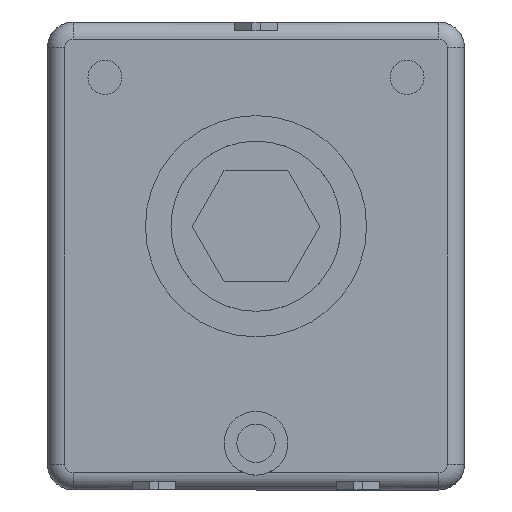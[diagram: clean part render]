
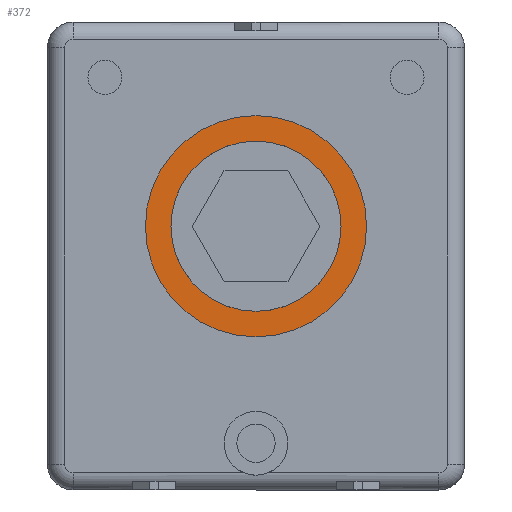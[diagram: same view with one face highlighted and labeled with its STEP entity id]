
A CAD part, front view. The second image highlights one B-rep face of the part: STEP entity #372.
In plain terms, the highlighted face is planar.
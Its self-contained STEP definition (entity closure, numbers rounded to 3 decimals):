
#102 = CARTESIAN_POINT ( 'NONE',  ( -7.5, -6.2, -2.2 ) ) ;
#372 = ADVANCED_FACE ( 'NONE', ( #734, #3276 ), #7513, .T. ) ;
#399 = AXIS2_PLACEMENT_3D ( 'NONE', #4230, #521, #6744 ) ;
#521 = DIRECTION ( 'NONE',  ( 0., 0., -1. ) ) ;
#700 = CARTESIAN_POINT ( 'NONE',  ( -4.9, -6.2, -2.2 ) ) ;
#734 = FACE_OUTER_BOUND ( 'NONE', #7111, .T. ) ;
#839 = ORIENTED_EDGE ( 'NONE', *, *, #1044, .F. ) ;
#969 = DIRECTION ( 'NONE',  ( -1., 0., 0. ) ) ;
#980 = ORIENTED_EDGE ( 'NONE', *, *, #2627, .F. ) ;
#1039 = CARTESIAN_POINT ( 'NONE',  ( -6.9, -6.2, -2.2 ) ) ;
#1044 = EDGE_CURVE ( 'NONE', #3806, #1132, #3522, .T. ) ;
#1132 = VERTEX_POINT ( 'NONE', #5239 ) ;
#1507 = CARTESIAN_POINT ( 'NONE',  ( -2.3, -6.2, -2.2 ) ) ;
#2395 = CIRCLE ( 'NONE', #399, 2.6 ) ;
#2500 = DIRECTION ( 'NONE',  ( -1., 0., 0. ) ) ;
#2508 = VERTEX_POINT ( 'NONE', #102 ) ;
#2627 = EDGE_CURVE ( 'NONE', #1132, #3806, #3809, .T. ) ;
#2804 = AXIS2_PLACEMENT_3D ( 'NONE', #4381, #8174, #2500 ) ;
#3276 = FACE_BOUND ( 'NONE', #6951, .T. ) ;
#3522 = CIRCLE ( 'NONE', #6297, 2. ) ;
#3632 = CARTESIAN_POINT ( 'NONE',  ( -4.9, -6.2, -2.2 ) ) ;
#3806 = VERTEX_POINT ( 'NONE', #1039 ) ;
#3809 = CIRCLE ( 'NONE', #4478, 2. ) ;
#4017 = DIRECTION ( 'NONE',  ( 0., 0., -1. ) ) ;
#4230 = CARTESIAN_POINT ( 'NONE',  ( -4.9, -6.2, -2.2 ) ) ;
#4299 = DIRECTION ( 'NONE',  ( -1., 0., 0. ) ) ;
#4381 = CARTESIAN_POINT ( 'NONE',  ( -4.9, -6.2, -2.2 ) ) ;
#4478 = AXIS2_PLACEMENT_3D ( 'NONE', #3632, #4892, #4299 ) ;
#4777 = CARTESIAN_POINT ( 'NONE',  ( -4.9, -6.2, -2.2 ) ) ;
#4892 = DIRECTION ( 'NONE',  ( 0., 0., -1. ) ) ;
#5126 = DIRECTION ( 'NONE',  ( 0., 0., -1. ) ) ;
#5239 = CARTESIAN_POINT ( 'NONE',  ( -2.9, -6.2, -2.2 ) ) ;
#5296 = VERTEX_POINT ( 'NONE', #1507 ) ;
#5374 = EDGE_CURVE ( 'NONE', #5296, #2508, #6757, .T. ) ;
#5423 = EDGE_CURVE ( 'NONE', #2508, #5296, #2395, .T. ) ;
#5817 = ORIENTED_EDGE ( 'NONE', *, *, #5374, .T. ) ;
#6297 = AXIS2_PLACEMENT_3D ( 'NONE', #700, #5126, #6354 ) ;
#6354 = DIRECTION ( 'NONE',  ( -1., 0., 0. ) ) ;
#6744 = DIRECTION ( 'NONE',  ( -1., 0., 0. ) ) ;
#6757 = CIRCLE ( 'NONE', #7686, 2.6 ) ;
#6951 = EDGE_LOOP ( 'NONE', ( #839, #980 ) ) ;
#6985 = ORIENTED_EDGE ( 'NONE', *, *, #5423, .T. ) ;
#7111 = EDGE_LOOP ( 'NONE', ( #6985, #5817 ) ) ;
#7513 = PLANE ( 'NONE',  #2804 ) ;
#7686 = AXIS2_PLACEMENT_3D ( 'NONE', #4777, #4017, #969 ) ;
#8174 = DIRECTION ( 'NONE',  ( 0., 0., -1. ) ) ;
